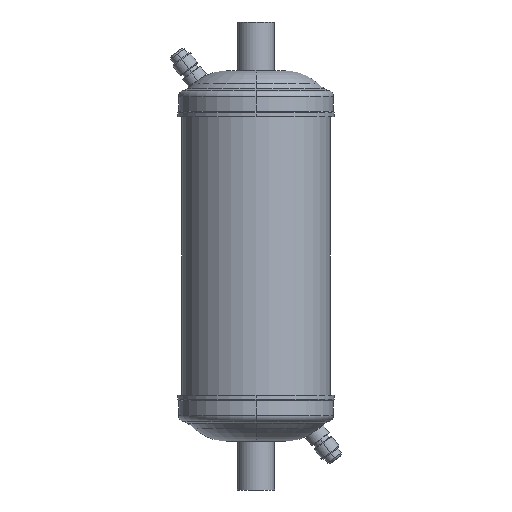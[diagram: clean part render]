
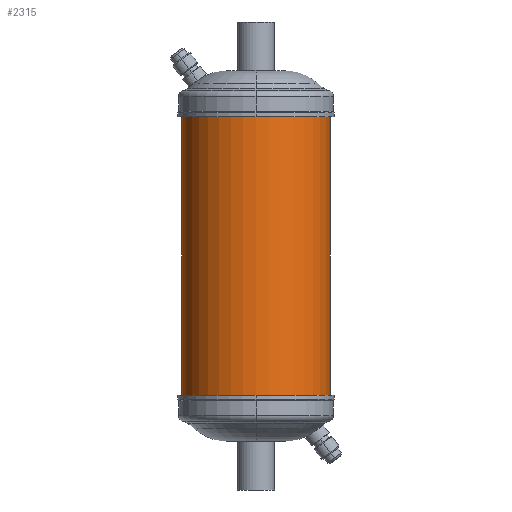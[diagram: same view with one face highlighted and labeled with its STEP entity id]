
A CAD part, front view. The second image highlights one B-rep face of the part: STEP entity #2315.
In plain terms, the highlighted cylindrical face has radius 38.1 mm (diameter 76.2 mm), a partial arc.
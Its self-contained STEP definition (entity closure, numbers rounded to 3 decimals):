
#172 = CARTESIAN_POINT ( 'NONE',  ( 0., 0., -71.4 ) ) ;
#298 = FACE_OUTER_BOUND ( 'NONE', #1099, .T. ) ;
#322 = DIRECTION ( 'NONE',  ( 1., 0., 0. ) ) ;
#342 = CARTESIAN_POINT ( 'NONE',  ( -38.1, 0., 71.4 ) ) ;
#370 = DIRECTION ( 'NONE',  ( 0., 0., -1. ) ) ;
#379 = EDGE_CURVE ( 'NONE', #2628, #2397, #499, .T. ) ;
#421 = ORIENTED_EDGE ( 'NONE', *, *, #796, .T. ) ;
#452 = CARTESIAN_POINT ( 'NONE',  ( 38.1, 0., -71.4 ) ) ;
#499 = CIRCLE ( 'NONE', #1714, 38.1 ) ;
#529 = CARTESIAN_POINT ( 'NONE',  ( 0., 0., 82. ) ) ;
#605 = CARTESIAN_POINT ( 'NONE',  ( 38.1, 0., 71.4 ) ) ;
#678 = ORIENTED_EDGE ( 'NONE', *, *, #379, .F. ) ;
#781 = CIRCLE ( 'NONE', #1170, 38.1 ) ;
#786 = LINE ( 'NONE', #2598, #2168 ) ;
#796 = EDGE_CURVE ( 'NONE', #2628, #987, #982, .T. ) ;
#920 = DIRECTION ( 'NONE',  ( -1., 0., 0. ) ) ;
#930 = AXIS2_PLACEMENT_3D ( 'NONE', #529, #1946, #920 ) ;
#982 = LINE ( 'NONE', #1965, #2654 ) ;
#987 = VERTEX_POINT ( 'NONE', #1578 ) ;
#997 = ORIENTED_EDGE ( 'NONE', *, *, #1159, .F. ) ;
#1099 = EDGE_LOOP ( 'NONE', ( #1822, #678, #421, #997 ) ) ;
#1159 = EDGE_CURVE ( 'NONE', #2111, #987, #781, .T. ) ;
#1170 = AXIS2_PLACEMENT_3D ( 'NONE', #172, #1619, #2382 ) ;
#1379 = DIRECTION ( 'NONE',  ( 0., 0., -1. ) ) ;
#1539 = EDGE_CURVE ( 'NONE', #2397, #2111, #786, .T. ) ;
#1560 = CYLINDRICAL_SURFACE ( 'NONE', #930, 38.1 ) ;
#1578 = CARTESIAN_POINT ( 'NONE',  ( -38.1, 0., -71.4 ) ) ;
#1619 = DIRECTION ( 'NONE',  ( 0., 0., -1. ) ) ;
#1714 = AXIS2_PLACEMENT_3D ( 'NONE', #2204, #2002, #322 ) ;
#1822 = ORIENTED_EDGE ( 'NONE', *, *, #1539, .F. ) ;
#1946 = DIRECTION ( 'NONE',  ( 0., 0., -1. ) ) ;
#1965 = CARTESIAN_POINT ( 'NONE',  ( -38.1, 0., 82. ) ) ;
#2002 = DIRECTION ( 'NONE',  ( 0., 0., 1. ) ) ;
#2111 = VERTEX_POINT ( 'NONE', #452 ) ;
#2168 = VECTOR ( 'NONE', #370, 1000. ) ;
#2204 = CARTESIAN_POINT ( 'NONE',  ( 0., 0., 71.4 ) ) ;
#2315 = ADVANCED_FACE ( 'NONE', ( #298 ), #1560, .T. ) ;
#2382 = DIRECTION ( 'NONE',  ( -1., 0., 0. ) ) ;
#2397 = VERTEX_POINT ( 'NONE', #605 ) ;
#2598 = CARTESIAN_POINT ( 'NONE',  ( 38.1, 0., 82. ) ) ;
#2628 = VERTEX_POINT ( 'NONE', #342 ) ;
#2654 = VECTOR ( 'NONE', #1379, 1000. ) ;
